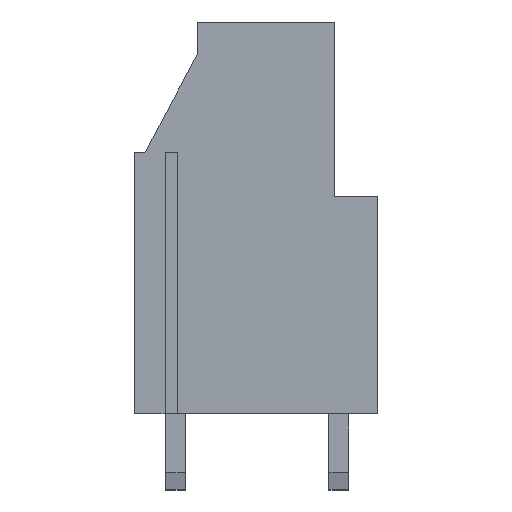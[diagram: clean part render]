
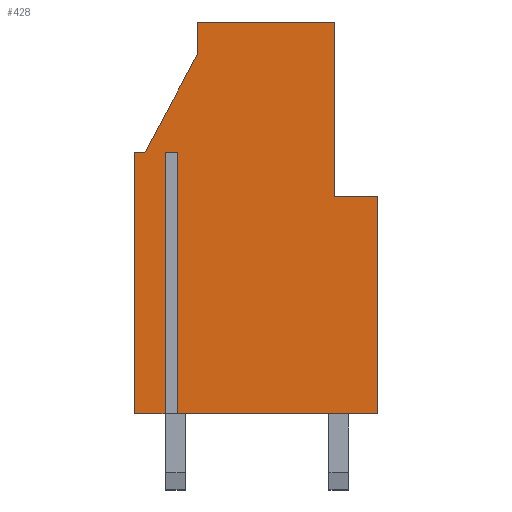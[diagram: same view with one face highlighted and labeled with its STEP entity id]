
A CAD part, front view. The second image highlights one B-rep face of the part: STEP entity #428.
In plain terms, the highlighted planar face has unit normal (0, -1, 0).
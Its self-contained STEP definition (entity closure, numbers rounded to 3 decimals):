
#428 = ADVANCED_FACE( '', ( #864 ), #865, .F. );
#864 = FACE_OUTER_BOUND( '', #1325, .T. );
#865 = PLANE( '', #1326 );
#1325 = EDGE_LOOP( '', ( #2454, #2455, #2456, #2457, #2458, #2459, #2460, #2461, #2462, #2463, #2464, #2465, #2466 ) );
#1326 = AXIS2_PLACEMENT_3D( '', #2467, #2468, #2469 );
#2454 = ORIENTED_EDGE( '', *, *, #2988, .F. );
#2455 = ORIENTED_EDGE( '', *, *, #3425, .T. );
#2456 = ORIENTED_EDGE( '', *, *, #3426, .F. );
#2457 = ORIENTED_EDGE( '', *, *, #3427, .F. );
#2458 = ORIENTED_EDGE( '', *, *, #3302, .F. );
#2459 = ORIENTED_EDGE( '', *, *, #3428, .T. );
#2460 = ORIENTED_EDGE( '', *, *, #3401, .T. );
#2461 = ORIENTED_EDGE( '', *, *, #3322, .F. );
#2462 = ORIENTED_EDGE( '', *, *, #3295, .F. );
#2463 = ORIENTED_EDGE( '', *, *, #2982, .F. );
#2464 = ORIENTED_EDGE( '', *, *, #3399, .T. );
#2465 = ORIENTED_EDGE( '', *, *, #3003, .T. );
#2466 = ORIENTED_EDGE( '', *, *, #3223, .F. );
#2467 = CARTESIAN_POINT( '', ( 12.134, -2.54, 19.8 ) );
#2468 = DIRECTION( '', ( 0., 1., 0. ) );
#2469 = DIRECTION( '', ( -1., 0., 0. ) );
#2982 = EDGE_CURVE( '', #3594, #3596, #3597, .T. );
#2988 = EDGE_CURVE( '', #3605, #3601, #3607, .T. );
#3003 = EDGE_CURVE( '', #3628, #3632, #3634, .T. );
#3223 = EDGE_CURVE( '', #3601, #3632, #4002, .T. );
#3295 = EDGE_CURVE( '', #3596, #4108, #4109, .T. );
#3302 = EDGE_CURVE( '', #4118, #4119, #4120, .T. );
#3322 = EDGE_CURVE( '', #4108, #4147, #4148, .T. );
#3399 = EDGE_CURVE( '', #3594, #3628, #4247, .T. );
#3401 = EDGE_CURVE( '', #4249, #4147, #4250, .T. );
#3425 = EDGE_CURVE( '', #3605, #4278, #4279, .T. );
#3426 = EDGE_CURVE( '', #4280, #4278, #4281, .T. );
#3427 = EDGE_CURVE( '', #4119, #4280, #4282, .T. );
#3428 = EDGE_CURVE( '', #4118, #4249, #4283, .T. );
#3594 = VERTEX_POINT( '', #4491 );
#3596 = VERTEX_POINT( '', #4494 );
#3597 = LINE( '', #4495, #4496 );
#3601 = VERTEX_POINT( '', #4501 );
#3605 = VERTEX_POINT( '', #4507 );
#3607 = LINE( '', #4510, #4511 );
#3628 = VERTEX_POINT( '', #4540 );
#3632 = VERTEX_POINT( '', #4546 );
#3634 = LINE( '', #4549, #4550 );
#4002 = LINE( '', #5092, #5093 );
#4108 = VERTEX_POINT( '', #5256 );
#4109 = LINE( '', #5257, #5258 );
#4118 = VERTEX_POINT( '', #5270 );
#4119 = VERTEX_POINT( '', #5271 );
#4120 = LINE( '', #5272, #5273 );
#4147 = VERTEX_POINT( '', #5311 );
#4148 = LINE( '', #5312, #5313 );
#4247 = LINE( '', #5462, #5463 );
#4249 = VERTEX_POINT( '', #5466 );
#4250 = LINE( '', #5467, #5468 );
#4278 = VERTEX_POINT( '', #5509 );
#4279 = LINE( '', #5510, #5511 );
#4280 = VERTEX_POINT( '', #5512 );
#4281 = LINE( '', #5513, #5514 );
#4282 = LINE( '', #5515, #5516 );
#4283 = LINE( '', #5517, #5518 );
#4491 = CARTESIAN_POINT( '', ( 1.977, -2.54, 0. ) );
#4494 = CARTESIAN_POINT( '', ( 1.977, -2.54, 12. ) );
#4495 = CARTESIAN_POINT( '', ( 1.977, -2.54, -1. ) );
#4496 = VECTOR( '', #5688, 1000. );
#4501 = CARTESIAN_POINT( '', ( 9.2, -2.54, 10. ) );
#4507 = CARTESIAN_POINT( '', ( 9.2, -2.54, 18. ) );
#4510 = CARTESIAN_POINT( '', ( 9.2, -2.54, 18. ) );
#4511 = VECTOR( '', #5693, 1000. );
#4540 = CARTESIAN_POINT( '', ( 11.2, -2.54, 0. ) );
#4546 = CARTESIAN_POINT( '', ( 11.2, -2.54, 10. ) );
#4549 = CARTESIAN_POINT( '', ( 11.2, -2.54, -1. ) );
#4550 = VECTOR( '', #5705, 1000. );
#5092 = CARTESIAN_POINT( '', ( 9.038, -2.54, 10. ) );
#5093 = VECTOR( '', #5901, 1000. );
#5256 = CARTESIAN_POINT( '', ( 1.423, -2.54, 12. ) );
#5257 = CARTESIAN_POINT( '', ( 5.35, -2.54, 12. ) );
#5258 = VECTOR( '', #5965, 1000. );
#5270 = CARTESIAN_POINT( '', ( 0., -2.54, 12. ) );
#5271 = CARTESIAN_POINT( '', ( 0.5, -2.54, 12. ) );
#5272 = CARTESIAN_POINT( '', ( 5.35, -2.54, 12. ) );
#5273 = VECTOR( '', #5972, 1000. );
#5311 = CARTESIAN_POINT( '', ( 1.423, -2.54, 0. ) );
#5312 = CARTESIAN_POINT( '', ( 1.423, -2.54, -1. ) );
#5313 = VECTOR( '', #5990, 1000. );
#5462 = CARTESIAN_POINT( '', ( 5.35, -2.54, 0. ) );
#5463 = VECTOR( '', #6062, 1000. );
#5466 = CARTESIAN_POINT( '', ( 0., -2.54, 0. ) );
#5467 = CARTESIAN_POINT( '', ( 5.35, -2.54, 0. ) );
#5468 = VECTOR( '', #6064, 1000. );
#5509 = CARTESIAN_POINT( '', ( 2.9, -2.54, 18. ) );
#5510 = CARTESIAN_POINT( '', ( 5.35, -2.54, 18. ) );
#5511 = VECTOR( '', #6084, 1000. );
#5512 = CARTESIAN_POINT( '', ( 2.9, -2.54, 16.5 ) );
#5513 = CARTESIAN_POINT( '', ( 2.9, -2.54, -1. ) );
#5514 = VECTOR( '', #6085, 1000. );
#5515 = CARTESIAN_POINT( '', ( -6.433, -2.54, -1. ) );
#5516 = VECTOR( '', #6086, 1000. );
#5517 = CARTESIAN_POINT( '', ( 0., -2.54, -1. ) );
#5518 = VECTOR( '', #6087, 1000. );
#5688 = DIRECTION( '', ( 0., 0., 1. ) );
#5693 = DIRECTION( '', ( 0., 0., -1. ) );
#5705 = DIRECTION( '', ( 0., 0., 1. ) );
#5901 = DIRECTION( '', ( 1., 0., 0. ) );
#5965 = DIRECTION( '', ( -1., 0., 0. ) );
#5972 = DIRECTION( '', ( 1., 0., 0. ) );
#5990 = DIRECTION( '', ( 0., 0., -1. ) );
#6062 = DIRECTION( '', ( 1., 0., 0. ) );
#6064 = DIRECTION( '', ( 1., 0., 0. ) );
#6084 = DIRECTION( '', ( -1., 0., 0. ) );
#6085 = DIRECTION( '', ( 0., 0., 1. ) );
#6086 = DIRECTION( '', ( 0.471, 0., 0.882 ) );
#6087 = DIRECTION( '', ( 0., 0., -1. ) );
